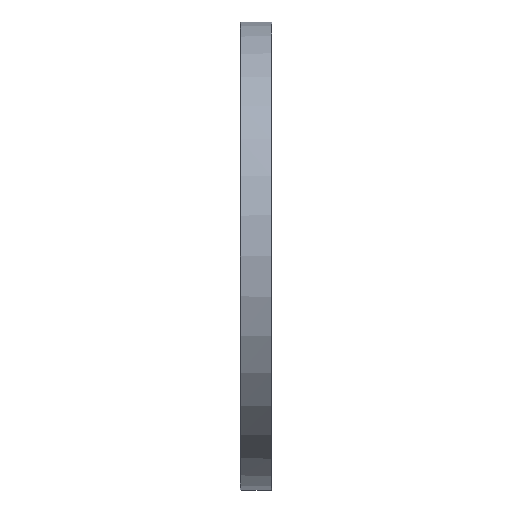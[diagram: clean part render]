
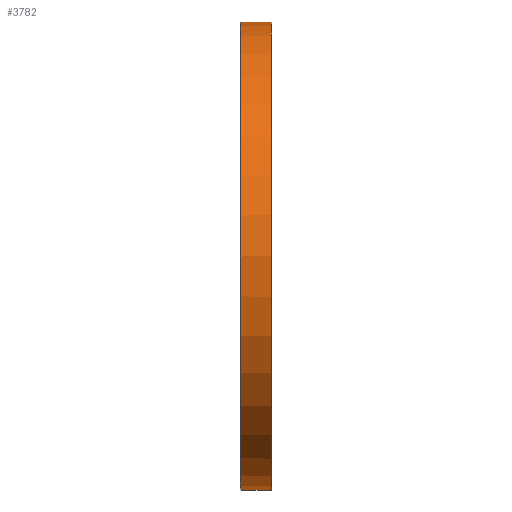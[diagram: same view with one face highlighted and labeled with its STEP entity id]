
A CAD part, left-side view. The second image highlights one B-rep face of the part: STEP entity #3782.
In plain terms, the highlighted cylindrical face has radius 209.55 mm (diameter 419.1 mm), a partial arc.
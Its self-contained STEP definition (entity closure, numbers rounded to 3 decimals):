
#103 = CARTESIAN_POINT ( 'NONE',  ( 0., -6.114, 209.55 ) ) ;
#333 = LINE ( 'NONE', #4428, #4938 ) ;
#558 = CYLINDRICAL_SURFACE ( 'NONE', #4510, 209.55 ) ;
#619 = EDGE_CURVE ( 'NONE', #4856, #3514, #2505, .T. ) ;
#649 = DIRECTION ( 'NONE',  ( 0., -1., 0. ) ) ;
#682 = LINE ( 'NONE', #103, #1991 ) ;
#790 = CARTESIAN_POINT ( 'NONE',  ( 0., 27.2, -209.55 ) ) ;
#899 = EDGE_CURVE ( 'NONE', #3514, #6046, #5022, .T. ) ;
#1060 = DIRECTION ( 'NONE',  ( 0., 0., -1. ) ) ;
#1302 = DIRECTION ( 'NONE',  ( 0., -1., 0. ) ) ;
#1314 = CARTESIAN_POINT ( 'NONE',  ( 0., 27.2, 209.55 ) ) ;
#1352 = AXIS2_PLACEMENT_3D ( 'NONE', #5568, #2226, #6131 ) ;
#1591 = ORIENTED_EDGE ( 'NONE', *, *, #619, .T. ) ;
#1593 = ORIENTED_EDGE ( 'NONE', *, *, #899, .T. ) ;
#1698 = AXIS2_PLACEMENT_3D ( 'NONE', #6281, #2925, #6835 ) ;
#1888 = ORIENTED_EDGE ( 'NONE', *, *, #4907, .T. ) ;
#1991 = VECTOR ( 'NONE', #5109, 1000. ) ;
#2038 = CARTESIAN_POINT ( 'NONE',  ( 0., 0.4, -209.55 ) ) ;
#2041 = DIRECTION ( 'NONE',  ( 0., -1., 0. ) ) ;
#2070 = LINE ( 'NONE', #4747, #5021 ) ;
#2226 = DIRECTION ( 'NONE',  ( 0., 1., 0. ) ) ;
#2249 = CARTESIAN_POINT ( 'NONE',  ( -1.5, 28.1, -209.545 ) ) ;
#2430 = ORIENTED_EDGE ( 'NONE', *, *, #5282, .F. ) ;
#2505 = CIRCLE ( 'NONE', #1698, 209.55 ) ;
#2585 = CIRCLE ( 'NONE', #1352, 209.55 ) ;
#2904 = EDGE_CURVE ( 'NONE', #6738, #4216, #4115, .T. ) ;
#2915 = EDGE_LOOP ( 'NONE', ( #2430, #1888, #3990, #5889, #6096, #1591, #1593, #3523 ) ) ;
#2925 = DIRECTION ( 'NONE',  ( 0., -1., 0. ) ) ;
#3514 = VERTEX_POINT ( 'NONE', #790 ) ;
#3523 = ORIENTED_EDGE ( 'NONE', *, *, #6244, .T. ) ;
#3625 = DIRECTION ( 'NONE',  ( 0., 1., 0. ) ) ;
#3782 = ADVANCED_FACE ( 'NONE', ( #6498 ), #558, .T. ) ;
#3878 = VERTEX_POINT ( 'NONE', #6718 ) ;
#3987 = CARTESIAN_POINT ( 'NONE',  ( 0., 27.2, 0. ) ) ;
#3990 = ORIENTED_EDGE ( 'NONE', *, *, #6553, .T. ) ;
#4086 = AXIS2_PLACEMENT_3D ( 'NONE', #5381, #2041, #5947 ) ;
#4115 = CIRCLE ( 'NONE', #4086, 209.55 ) ;
#4216 = VERTEX_POINT ( 'NONE', #2249 ) ;
#4428 = CARTESIAN_POINT ( 'NONE',  ( -1.5, -6.114, -209.545 ) ) ;
#4510 = AXIS2_PLACEMENT_3D ( 'NONE', #7194, #5515, #1060 ) ;
#4546 = DIRECTION ( 'NONE',  ( 0., 0., -1. ) ) ;
#4621 = CARTESIAN_POINT ( 'NONE',  ( 0., -6.114, -209.55 ) ) ;
#4747 = CARTESIAN_POINT ( 'NONE',  ( -1.5, -6.114, 209.545 ) ) ;
#4856 = VERTEX_POINT ( 'NONE', #6174 ) ;
#4907 = EDGE_CURVE ( 'NONE', #5019, #3878, #6926, .T. ) ;
#4938 = VECTOR ( 'NONE', #5555, 1000. ) ;
#5019 = VERTEX_POINT ( 'NONE', #1314 ) ;
#5021 = VECTOR ( 'NONE', #3625, 1000. ) ;
#5022 = LINE ( 'NONE', #4621, #6526 ) ;
#5109 = DIRECTION ( 'NONE',  ( 0., -1., 0. ) ) ;
#5282 = EDGE_CURVE ( 'NONE', #5019, #7224, #682, .T. ) ;
#5381 = CARTESIAN_POINT ( 'NONE',  ( 0., 28.1, 0. ) ) ;
#5436 = CARTESIAN_POINT ( 'NONE',  ( -1.5, 28.1, 209.545 ) ) ;
#5515 = DIRECTION ( 'NONE',  ( 0., -1., 0. ) ) ;
#5555 = DIRECTION ( 'NONE',  ( 0., -1., 0. ) ) ;
#5568 = CARTESIAN_POINT ( 'NONE',  ( 0., 0.4, 0. ) ) ;
#5756 = EDGE_CURVE ( 'NONE', #4216, #4856, #333, .T. ) ;
#5889 = ORIENTED_EDGE ( 'NONE', *, *, #2904, .T. ) ;
#5947 = DIRECTION ( 'NONE',  ( 0., 0., -1. ) ) ;
#6046 = VERTEX_POINT ( 'NONE', #2038 ) ;
#6096 = ORIENTED_EDGE ( 'NONE', *, *, #5756, .T. ) ;
#6131 = DIRECTION ( 'NONE',  ( 0., 0., 1. ) ) ;
#6174 = CARTESIAN_POINT ( 'NONE',  ( -1.5, 27.2, -209.545 ) ) ;
#6244 = EDGE_CURVE ( 'NONE', #6046, #7224, #2585, .T. ) ;
#6281 = CARTESIAN_POINT ( 'NONE',  ( 0., 27.2, 0. ) ) ;
#6436 = CARTESIAN_POINT ( 'NONE',  ( 0., 0.4, 209.55 ) ) ;
#6498 = FACE_OUTER_BOUND ( 'NONE', #2915, .T. ) ;
#6526 = VECTOR ( 'NONE', #1302, 1000. ) ;
#6553 = EDGE_CURVE ( 'NONE', #3878, #6738, #2070, .T. ) ;
#6718 = CARTESIAN_POINT ( 'NONE',  ( -1.5, 27.2, 209.545 ) ) ;
#6738 = VERTEX_POINT ( 'NONE', #5436 ) ;
#6835 = DIRECTION ( 'NONE',  ( 0., 0., -1. ) ) ;
#6926 = CIRCLE ( 'NONE', #7068, 209.55 ) ;
#7068 = AXIS2_PLACEMENT_3D ( 'NONE', #3987, #649, #4546 ) ;
#7194 = CARTESIAN_POINT ( 'NONE',  ( 0., -6.114, 0. ) ) ;
#7224 = VERTEX_POINT ( 'NONE', #6436 ) ;
